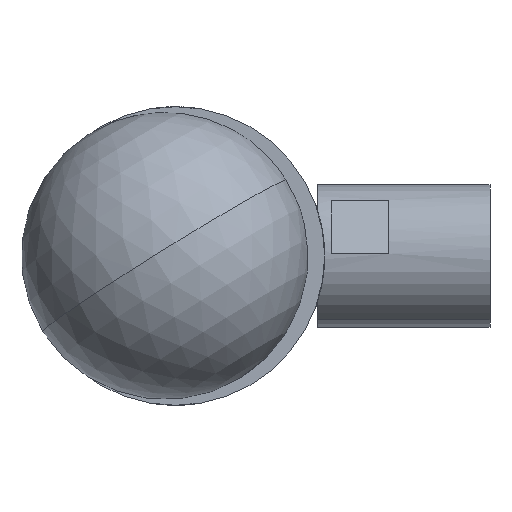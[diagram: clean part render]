
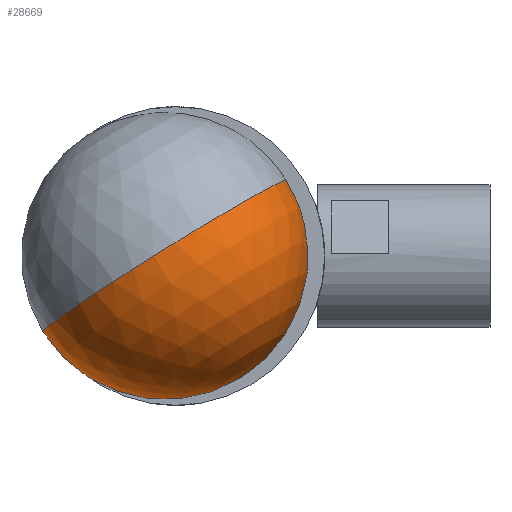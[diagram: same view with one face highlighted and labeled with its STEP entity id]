
A CAD part, front view. The second image highlights one B-rep face of the part: STEP entity #28669.
In plain terms, the highlighted spherical face has radius 15.875 mm.
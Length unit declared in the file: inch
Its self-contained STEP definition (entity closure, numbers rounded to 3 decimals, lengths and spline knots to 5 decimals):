
#1254 = ORIENTED_EDGE ( 'NONE', *, *, #7138, .T. ) ;
#3891 = EDGE_LOOP ( 'NONE', ( #17452, #4374, #10711, #1254 ) ) ;
#4374 = ORIENTED_EDGE ( 'NONE', *, *, #13555, .T. ) ;
#5453 = DIRECTION ( 'NONE',  ( 0.527, -0.04, -0.849 ) ) ;
#5863 = CARTESIAN_POINT ( 'NONE',  ( -0.04665, -3.66688, 0. ) ) ;
#6159 = CARTESIAN_POINT ( 'NONE',  ( -0.09451, -4.29004, 0. ) ) ;
#6278 = DIRECTION ( 'NONE',  ( -0.077, -0.997, 0. ) ) ;
#7138 = EDGE_CURVE ( 'NONE', #32313, #16757, #33887, .T. ) ;
#8490 = AXIS2_PLACEMENT_3D ( 'NONE', #9148, #22396, #27712 ) ;
#9148 = CARTESIAN_POINT ( 'NONE',  ( -0.04665, -3.66688, 0. ) ) ;
#10539 = EDGE_CURVE ( 'NONE', #15917, #32313, #30247, .T. ) ;
#10711 = ORIENTED_EDGE ( 'NONE', *, *, #10539, .T. ) ;
#11565 = CARTESIAN_POINT ( 'NONE',  ( -0.21436, -3.07949, -0.13219 ) ) ;
#11569 = DIRECTION ( 'NONE',  ( 0.527, -0.04, -0.849 ) ) ;
#11828 = CIRCLE ( 'NONE', #14660, 0.625 ) ;
#12496 = CARTESIAN_POINT ( 'NONE',  ( 0.20878, -3.11198, 0.13219 ) ) ;
#12903 = EDGE_CURVE ( 'NONE', #30140, #16757, #11828, .T. ) ;
#13555 = EDGE_CURVE ( 'NONE', #30140, #15917, #21467, .T. ) ;
#13859 = AXIS2_PLACEMENT_3D ( 'NONE', #29656, #22041, #5453 ) ;
#14660 = AXIS2_PLACEMENT_3D ( 'NONE', #5863, #32509, #26859 ) ;
#15298 = DIRECTION ( 'NONE',  ( 0.846, -0.065, 0.529 ) ) ;
#15576 = AXIS2_PLACEMENT_3D ( 'NONE', #27339, #31221, #15298 ) ;
#15917 = VERTEX_POINT ( 'NONE', #11565 ) ;
#16590 = SPHERICAL_SURFACE ( 'NONE', #15576, 0.625 ) ;
#16757 = VERTEX_POINT ( 'NONE', #12496 ) ;
#17452 = ORIENTED_EDGE ( 'NONE', *, *, #12903, .F. ) ;
#21467 = CIRCLE ( 'NONE', #8490, 0.625 ) ;
#22041 = DIRECTION ( 'NONE',  ( -0.077, -0.997, 0. ) ) ;
#22396 = DIRECTION ( 'NONE',  ( 0.527, -0.04, -0.849 ) ) ;
#24817 = CARTESIAN_POINT ( 'NONE',  ( -0.00279, -3.09574, 0. ) ) ;
#26859 = DIRECTION ( 'NONE',  ( 0.849, 0., 0.528 ) ) ;
#27339 = CARTESIAN_POINT ( 'NONE',  ( -0.04665, -3.66688, 0. ) ) ;
#27712 = DIRECTION ( 'NONE',  ( -0.849, 0., -0.528 ) ) ;
#28669 = ADVANCED_FACE ( 'NONE', ( #30531 ), #16590, .T. ) ;
#29656 = CARTESIAN_POINT ( 'NONE',  ( -0.00279, -3.09574, 0. ) ) ;
#30140 = VERTEX_POINT ( 'NONE', #6159 ) ;
#30247 = CIRCLE ( 'NONE', #13859, 0.25 ) ;
#30531 = FACE_OUTER_BOUND ( 'NONE', #3891, .T. ) ;
#31221 = DIRECTION ( 'NONE',  ( 0.527, -0.04, -0.849 ) ) ;
#31905 = CARTESIAN_POINT ( 'NONE',  ( 0.12902, -3.10586, -0.21219 ) ) ;
#32313 = VERTEX_POINT ( 'NONE', #31905 ) ;
#32509 = DIRECTION ( 'NONE',  ( -0.527, 0.04, 0.849 ) ) ;
#32764 = AXIS2_PLACEMENT_3D ( 'NONE', #24817, #6278, #11569 ) ;
#33887 = CIRCLE ( 'NONE', #32764, 0.25 ) ;
